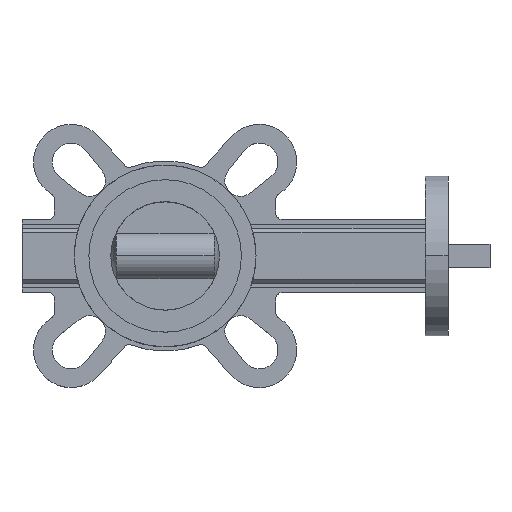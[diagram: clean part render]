
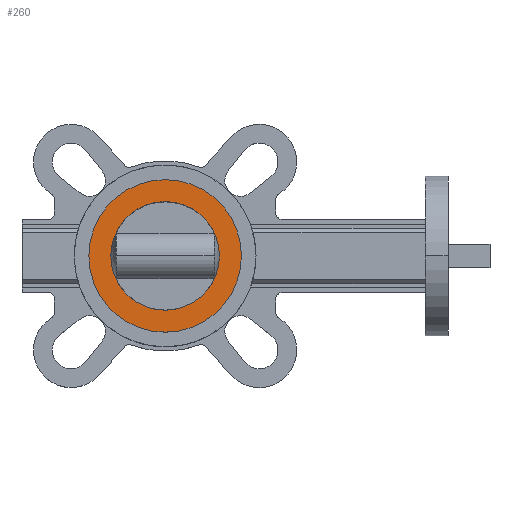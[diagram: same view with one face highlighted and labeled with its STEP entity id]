
A CAD part, top view. The second image highlights one B-rep face of the part: STEP entity #260.
In plain terms, the highlighted planar face has unit normal (0, 0, 1).
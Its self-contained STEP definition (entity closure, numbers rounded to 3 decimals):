
#60 = EDGE_CURVE ( 'NONE', #2878, #2167, #3557, .T. ) ;
#69 = ORIENTED_EDGE ( 'NONE', *, *, #3427, .T. ) ;
#117 = EDGE_CURVE ( 'NONE', #2656, #3386, #2587, .T. ) ;
#168 = ORIENTED_EDGE ( 'NONE', *, *, #117, .T. ) ;
#260 = ADVANCED_FACE ( 'NONE', ( #1904, #3450 ), #1076, .T. ) ;
#493 = DIRECTION ( 'NONE',  ( 0., 0., 1. ) ) ;
#770 = DIRECTION ( 'NONE',  ( 0., 0., 1. ) ) ;
#811 = ORIENTED_EDGE ( 'NONE', *, *, #60, .F. ) ;
#1076 = PLANE ( 'NONE',  #2434 ) ;
#1126 = EDGE_CURVE ( 'NONE', #2167, #2878, #3110, .T. ) ;
#1197 = EDGE_LOOP ( 'NONE', ( #2526, #811 ) ) ;
#1230 = DIRECTION ( 'NONE',  ( 0., 0., 1. ) ) ;
#1263 = CIRCLE ( 'NONE', #2095, 36.5 ) ;
#1332 = DIRECTION ( 'NONE',  ( 1., 0., 0. ) ) ;
#1904 = FACE_OUTER_BOUND ( 'NONE', #2260, .T. ) ;
#1992 = DIRECTION ( 'NONE',  ( 1., 0., 0. ) ) ;
#2095 = AXIS2_PLACEMENT_3D ( 'NONE', #3920, #770, #1992 ) ;
#2159 = DIRECTION ( 'NONE',  ( 0., 0., 1. ) ) ;
#2167 = VERTEX_POINT ( 'NONE', #2181 ) ;
#2181 = CARTESIAN_POINT ( 'NONE',  ( -26., 0., 23. ) ) ;
#2260 = EDGE_LOOP ( 'NONE', ( #69, #168 ) ) ;
#2434 = AXIS2_PLACEMENT_3D ( 'NONE', #4243, #2637, #4198 ) ;
#2485 = CARTESIAN_POINT ( 'NONE',  ( 0., 0., 23. ) ) ;
#2526 = ORIENTED_EDGE ( 'NONE', *, *, #1126, .F. ) ;
#2538 = DIRECTION ( 'NONE',  ( 1., 0., 0. ) ) ;
#2587 = CIRCLE ( 'NONE', #3564, 36.5 ) ;
#2613 = DIRECTION ( 'NONE',  ( 1., 0., 0. ) ) ;
#2630 = AXIS2_PLACEMENT_3D ( 'NONE', #4709, #1230, #2538 ) ;
#2637 = DIRECTION ( 'NONE',  ( 0., 0., 1. ) ) ;
#2656 = VERTEX_POINT ( 'NONE', #3097 ) ;
#2751 = CARTESIAN_POINT ( 'NONE',  ( -36.5, 0., 23. ) ) ;
#2878 = VERTEX_POINT ( 'NONE', #4822 ) ;
#3097 = CARTESIAN_POINT ( 'NONE',  ( 36.5, 0., 23. ) ) ;
#3110 = CIRCLE ( 'NONE', #2630, 26. ) ;
#3352 = CARTESIAN_POINT ( 'NONE',  ( 0., 0., 23. ) ) ;
#3386 = VERTEX_POINT ( 'NONE', #2751 ) ;
#3427 = EDGE_CURVE ( 'NONE', #3386, #2656, #1263, .T. ) ;
#3450 = FACE_BOUND ( 'NONE', #1197, .T. ) ;
#3557 = CIRCLE ( 'NONE', #3734, 26. ) ;
#3564 = AXIS2_PLACEMENT_3D ( 'NONE', #3352, #2159, #2613 ) ;
#3734 = AXIS2_PLACEMENT_3D ( 'NONE', #2485, #493, #1332 ) ;
#3920 = CARTESIAN_POINT ( 'NONE',  ( 0., 0., 23. ) ) ;
#4198 = DIRECTION ( 'NONE',  ( 1., 0., 0. ) ) ;
#4243 = CARTESIAN_POINT ( 'NONE',  ( 0., 0., 23. ) ) ;
#4709 = CARTESIAN_POINT ( 'NONE',  ( 0., 0., 23. ) ) ;
#4822 = CARTESIAN_POINT ( 'NONE',  ( 26., 0., 23. ) ) ;
